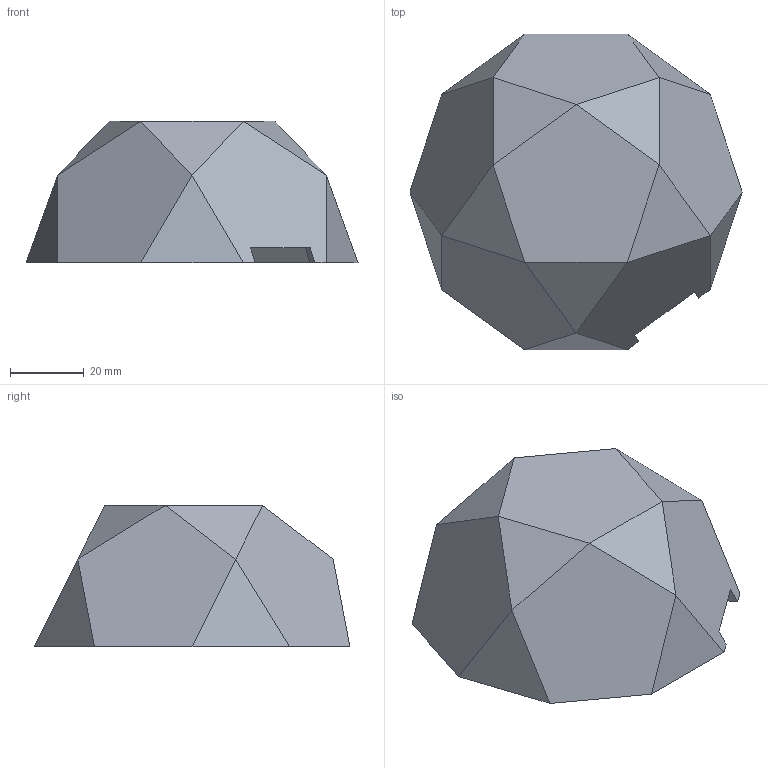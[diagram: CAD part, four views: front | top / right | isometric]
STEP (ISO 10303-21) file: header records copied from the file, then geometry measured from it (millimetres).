
FILE_DESCRIPTION(/* description */ (''),/* implementation_level */ '2;1');
FILE_NAME(/* name */ 'Spore Slot (Half sphere with thickness)',/* time_stamp */ '2018-05-10T09:34:44-07:00',/* author */ (''),/* organization */ (''),/* preprocessor_version */ 'ST-DEVELOPER v16.5',/* originating_system */ '',/* authorisation */ '');
FILE_SCHEMA (('AUTOMOTIVE_DESIGN'));
Length unit declared in the file: millimetre
Products named in the file (1): Document
Bounding box: 90 x 85.6 x 38.28 mm (x, y, z)
Volume: 21374.2 mm3; surface area: 21980.8 mm2
Topology: 1 solids, 1 shells, 36 faces, 92 edges, 58 vertices
Faces by surface type: plane 36
Entity records: 1048 total; most frequent: CARTESIAN_POINT 372, ORIENTED_EDGE 184, EDGE_CURVE 92, B_SPLINE_CURVE_WITH_KNOTS 92, VERTEX_POINT 58, DIRECTION 40, AXIS2_PLACEMENT_3D 38, ADVANCED_FACE 36
